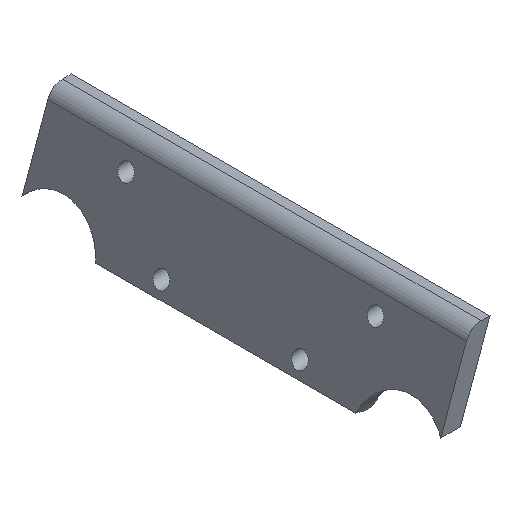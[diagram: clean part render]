
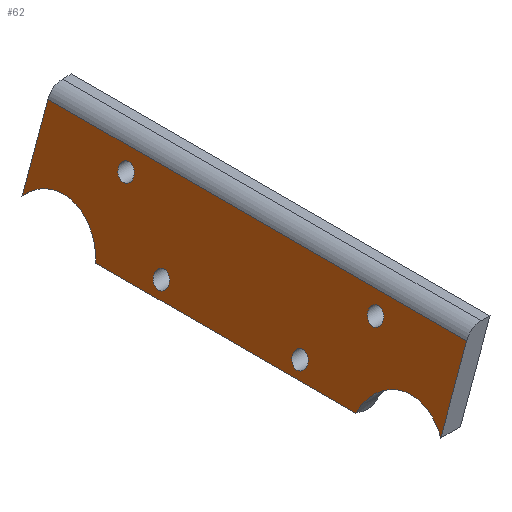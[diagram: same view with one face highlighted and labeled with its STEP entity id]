
A CAD part, isometric view. The second image highlights one B-rep face of the part: STEP entity #62.
In plain terms, the highlighted planar face has unit normal (-0.94, 0, 0.342).
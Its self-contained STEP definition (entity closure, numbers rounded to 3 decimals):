
#62=ADVANCED_FACE('',(#110,#111,#112,#113,#114),#76,.T.);
#76=PLANE('',#295);
#82=LINE('',#403,#96);
#83=LINE('',#407,#97);
#84=LINE('',#409,#98);
#85=LINE('',#411,#99);
#96=VECTOR('',#327,1.);
#97=VECTOR('',#330,1.);
#98=VECTOR('',#331,1.);
#99=VECTOR('',#332,1.);
#110=FACE_BOUND('',#128,.T.);
#111=FACE_BOUND('',#129,.T.);
#112=FACE_BOUND('',#130,.T.);
#113=FACE_BOUND('',#131,.T.);
#114=FACE_BOUND('',#132,.T.);
#128=EDGE_LOOP('',(#154));
#129=EDGE_LOOP('',(#155));
#130=EDGE_LOOP('',(#156,#157,#158,#159,#160,#161));
#131=EDGE_LOOP('',(#162));
#132=EDGE_LOOP('',(#163));
#154=ORIENTED_EDGE('',*,*,#242,.T.);
#155=ORIENTED_EDGE('',*,*,#243,.T.);
#156=ORIENTED_EDGE('',*,*,#244,.T.);
#157=ORIENTED_EDGE('',*,*,#245,.F.);
#158=ORIENTED_EDGE('',*,*,#246,.T.);
#159=ORIENTED_EDGE('',*,*,#247,.F.);
#160=ORIENTED_EDGE('',*,*,#248,.T.);
#161=ORIENTED_EDGE('',*,*,#249,.F.);
#162=ORIENTED_EDGE('',*,*,#250,.T.);
#163=ORIENTED_EDGE('',*,*,#251,.T.);
#218=VERTEX_POINT('',#397);
#219=VERTEX_POINT('',#399);
#220=VERTEX_POINT('',#401);
#221=VERTEX_POINT('',#402);
#222=VERTEX_POINT('',#404);
#223=VERTEX_POINT('',#406);
#224=VERTEX_POINT('',#408);
#225=VERTEX_POINT('',#410);
#226=VERTEX_POINT('',#413);
#227=VERTEX_POINT('',#415);
#242=EDGE_CURVE('',#218,#218,#274,.T.);
#243=EDGE_CURVE('',#219,#219,#275,.T.);
#244=EDGE_CURVE('',#220,#221,#276,.T.);
#245=EDGE_CURVE('',#222,#221,#82,.T.);
#246=EDGE_CURVE('',#222,#223,#277,.T.);
#247=EDGE_CURVE('',#224,#223,#83,.T.);
#248=EDGE_CURVE('',#224,#225,#84,.T.);
#249=EDGE_CURVE('',#220,#225,#85,.T.);
#250=EDGE_CURVE('',#226,#226,#278,.T.);
#251=EDGE_CURVE('',#227,#227,#279,.T.);
#274=ELLIPSE('',#289,2.66,2.5);
#275=ELLIPSE('',#290,2.66,2.5);
#276=ELLIPSE('',#291,15.963,15.);
#277=ELLIPSE('',#292,15.963,15.);
#278=ELLIPSE('',#293,2.66,2.5);
#279=ELLIPSE('',#294,2.66,2.5);
#289=AXIS2_PLACEMENT_3D('',#396,#321,#322);
#290=AXIS2_PLACEMENT_3D('',#398,#323,#324);
#291=AXIS2_PLACEMENT_3D('',#400,#325,#326);
#292=AXIS2_PLACEMENT_3D('',#405,#328,#329);
#293=AXIS2_PLACEMENT_3D('',#412,#333,#334);
#294=AXIS2_PLACEMENT_3D('',#414,#335,#336);
#295=AXIS2_PLACEMENT_3D('',#416,#337,#338);
#321=DIRECTION('',(0.94,0.,-0.342));
#322=DIRECTION('',(0.342,0.,0.94));
#323=DIRECTION('',(0.94,0.,-0.342));
#324=DIRECTION('',(0.342,0.,0.94));
#325=DIRECTION('',(0.94,0.,-0.342));
#326=DIRECTION('',(0.342,0.,0.94));
#327=DIRECTION('',(0.,1.,0.));
#328=DIRECTION('',(0.94,0.,-0.342));
#329=DIRECTION('',(0.342,0.,0.94));
#330=DIRECTION('',(-0.342,0.,-0.94));
#331=DIRECTION('',(0.,1.,0.));
#332=DIRECTION('',(0.342,0.,0.94));
#333=DIRECTION('',(0.94,0.,-0.342));
#334=DIRECTION('',(0.342,0.,0.94));
#335=DIRECTION('',(0.94,0.,-0.342));
#336=DIRECTION('',(0.342,0.,0.94));
#337=DIRECTION('',(-0.94,0.,0.342));
#338=DIRECTION('',(0.342,0.,0.94));
#396=CARTESIAN_POINT('',(-141.058,15.017,-11.));
#397=CARTESIAN_POINT('',(-140.149,15.017,-8.5));
#398=CARTESIAN_POINT('',(-134.507,-48.,7.));
#399=CARTESIAN_POINT('',(-133.597,-48.,9.5));
#400=CARTESIAN_POINT('',(-144.334,48.995,-20.));
#401=CARTESIAN_POINT('',(-140.831,60.501,-10.376));
#402=CARTESIAN_POINT('',(-142.656,34.721,-15.39));
#403=CARTESIAN_POINT('',(-142.656,44.938,-15.39));
#404=CARTESIAN_POINT('',(-142.656,-49.704,-15.39));
#405=CARTESIAN_POINT('',(-144.334,-63.978,-20.));
#406=CARTESIAN_POINT('',(-140.838,-75.499,-10.394));
#407=CARTESIAN_POINT('',(-131.212,-75.499,16.052));
#408=CARTESIAN_POINT('',(-132.429,-75.499,12.71));
#409=CARTESIAN_POINT('',(-132.429,60.501,12.71));
#410=CARTESIAN_POINT('',(-132.429,60.501,12.71));
#411=CARTESIAN_POINT('',(-131.212,60.501,16.052));
#412=CARTESIAN_POINT('',(-141.058,-30.,-11.));
#413=CARTESIAN_POINT('',(-140.149,-30.,-8.5));
#414=CARTESIAN_POINT('',(-134.507,33.017,7.));
#415=CARTESIAN_POINT('',(-133.597,33.017,9.5));
#416=CARTESIAN_POINT('',(-131.212,44.938,16.052));
